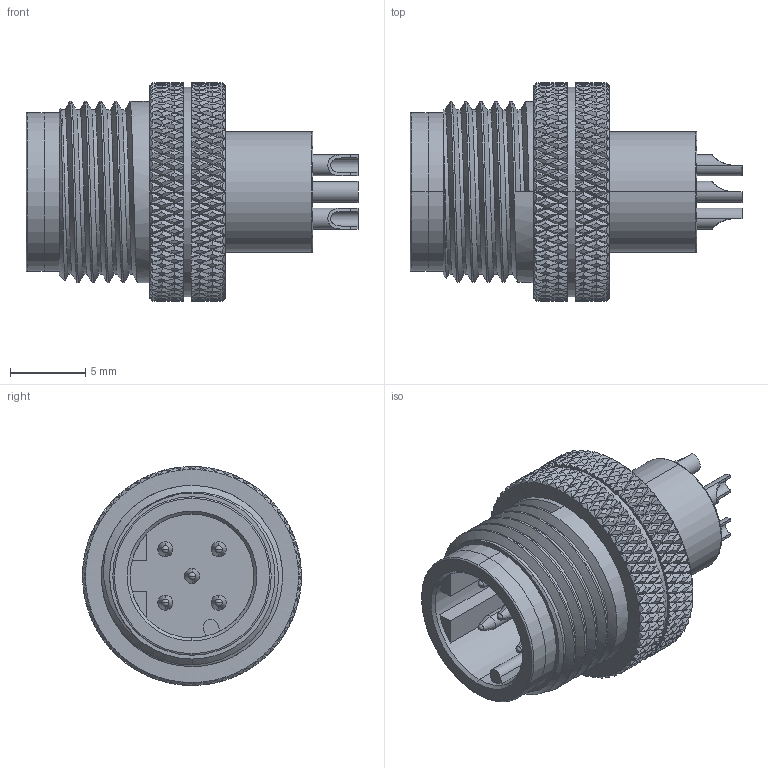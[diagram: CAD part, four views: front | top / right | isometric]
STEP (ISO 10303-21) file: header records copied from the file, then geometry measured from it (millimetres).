
FILE_DESCRIPTION (( 'STEP AP203' ), '1' );
FILE_NAME ('50-01031_revA.STEP', '2023-05-19T15:51:45', ( '' ), ( '' ), 'SwSTEP 2.0', 'SolidWorks 2021', '' );
FILE_SCHEMA (( 'CONFIG_CONTROL_DESIGN' ));
Length unit declared in the file: millimetre
Products named in the file (4): 50-01031-01___; 50-01031-02___; 50-01031-03___; 50-01031_revA
Assembly tree (7 placements, depth 2):
  50-01031_revA
    50-01031-01___
    50-01031-02___
    50-01031-03___  x5
Bounding box: 22 x 14.5 x 14.5 mm (x, y, z)
Volume: 1384.7 mm3; surface area: 2806.3 mm2
Topology: 7 solids, 7 shells, 2301 faces, 5014 edges, 2750 vertices
Faces by surface type: bspline 1443, cylinder 597, cone 155, plane 62, torus 34, sphere 10
Entity records: 105621 total; most frequent: CARTESIAN_POINT 71028, ORIENTED_EDGE 9448, EDGE_CURVE 4724, B_SPLINE_CURVE_WITH_KNOTS 4098, VERTEX_POINT 2582, DIRECTION 2568, EDGE_LOOP 2194, FACE_OUTER_BOUND 2165
